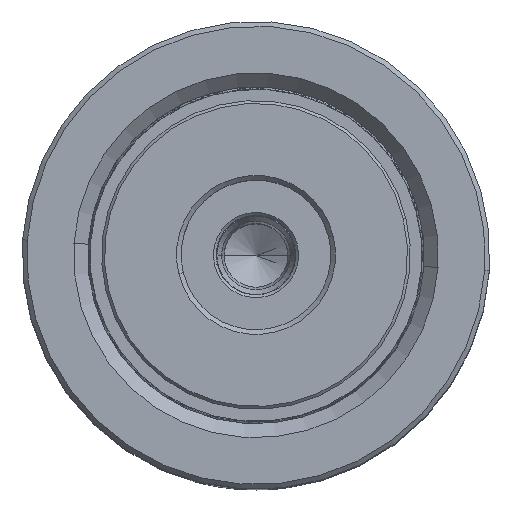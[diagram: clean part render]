
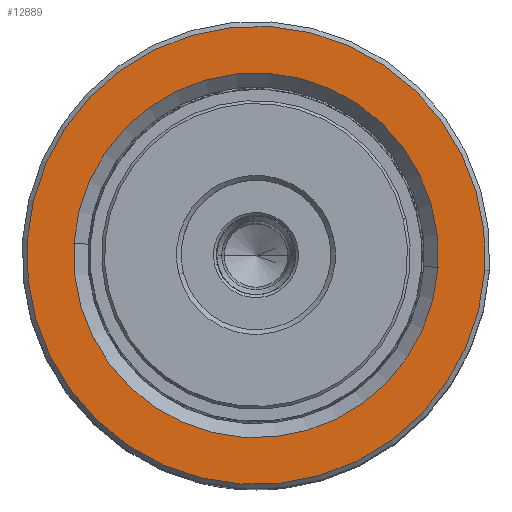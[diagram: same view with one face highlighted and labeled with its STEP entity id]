
A CAD part, top view. The second image highlights one B-rep face of the part: STEP entity #12889.
In plain terms, the highlighted planar face has unit normal (0, 0, 1).
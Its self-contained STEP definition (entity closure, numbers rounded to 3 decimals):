
#743 = AXIS2_PLACEMENT_3D ( 'NONE', #33174, #29771, #13902 ) ;
#2467 = EDGE_CURVE ( 'NONE', #9469, #35050, #18066, .T. ) ;
#3105 = DIRECTION ( 'NONE',  ( 0., 0., 1. ) ) ;
#5428 = AXIS2_PLACEMENT_3D ( 'NONE', #30758, #12867, #18910 ) ;
#5945 = CARTESIAN_POINT ( 'NONE',  ( -24.5, 0., 60. ) ) ;
#7399 = FACE_BOUND ( 'NONE', #29773, .T. ) ;
#7791 = FACE_OUTER_BOUND ( 'NONE', #8130, .T. ) ;
#7923 = VERTEX_POINT ( 'NONE', #32181 ) ;
#8130 = EDGE_LOOP ( 'NONE', ( #13209, #15107 ) ) ;
#9083 = AXIS2_PLACEMENT_3D ( 'NONE', #18767, #3105, #11954 ) ;
#9469 = VERTEX_POINT ( 'NONE', #28747 ) ;
#10599 = AXIS2_PLACEMENT_3D ( 'NONE', #35329, #29294, #26095 ) ;
#11054 = EDGE_CURVE ( 'NONE', #28571, #7923, #24754, .T. ) ;
#11954 = DIRECTION ( 'NONE',  ( 1., 0., 0. ) ) ;
#12242 = CARTESIAN_POINT ( 'NONE',  ( 19.5, 0., 60. ) ) ;
#12867 = DIRECTION ( 'NONE',  ( 0., 0., -1. ) ) ;
#12889 = ADVANCED_FACE ( 'NONE', ( #7791, #7399 ), #32497, .T. ) ;
#13209 = ORIENTED_EDGE ( 'NONE', *, *, #39474, .T. ) ;
#13325 = DIRECTION ( 'NONE',  ( 1., 0., 0. ) ) ;
#13902 = DIRECTION ( 'NONE',  ( 1., 0., 0. ) ) ;
#15107 = ORIENTED_EDGE ( 'NONE', *, *, #2467, .T. ) ;
#18066 = CIRCLE ( 'NONE', #743, 24.5 ) ;
#18767 = CARTESIAN_POINT ( 'NONE',  ( 0., 0., 60. ) ) ;
#18837 = EDGE_CURVE ( 'NONE', #7923, #28571, #18904, .T. ) ;
#18904 = CIRCLE ( 'NONE', #5428, 19.5 ) ;
#18910 = DIRECTION ( 'NONE',  ( 1., 0., 0. ) ) ;
#19356 = CARTESIAN_POINT ( 'NONE',  ( 0., 0., 60. ) ) ;
#24754 = CIRCLE ( 'NONE', #38225, 19.5 ) ;
#26095 = DIRECTION ( 'NONE',  ( 1., 0., 0. ) ) ;
#27996 = ORIENTED_EDGE ( 'NONE', *, *, #18837, .T. ) ;
#28571 = VERTEX_POINT ( 'NONE', #12242 ) ;
#28747 = CARTESIAN_POINT ( 'NONE',  ( 24.5, 0., 60. ) ) ;
#29294 = DIRECTION ( 'NONE',  ( 0., 0., 1. ) ) ;
#29771 = DIRECTION ( 'NONE',  ( 0., 0., 1. ) ) ;
#29773 = EDGE_LOOP ( 'NONE', ( #38987, #27996 ) ) ;
#30758 = CARTESIAN_POINT ( 'NONE',  ( 0., 0., 60. ) ) ;
#31613 = DIRECTION ( 'NONE',  ( 0., 0., -1. ) ) ;
#32181 = CARTESIAN_POINT ( 'NONE',  ( -19.5, 0., 60. ) ) ;
#32497 = PLANE ( 'NONE',  #10599 ) ;
#33174 = CARTESIAN_POINT ( 'NONE',  ( 0., 0., 60. ) ) ;
#35050 = VERTEX_POINT ( 'NONE', #5945 ) ;
#35329 = CARTESIAN_POINT ( 'NONE',  ( 0., 0., 60. ) ) ;
#36004 = CIRCLE ( 'NONE', #9083, 24.5 ) ;
#38225 = AXIS2_PLACEMENT_3D ( 'NONE', #19356, #31613, #13325 ) ;
#38987 = ORIENTED_EDGE ( 'NONE', *, *, #11054, .T. ) ;
#39474 = EDGE_CURVE ( 'NONE', #35050, #9469, #36004, .T. ) ;
